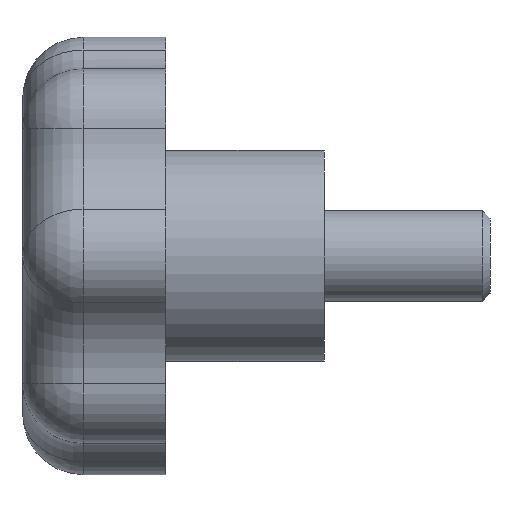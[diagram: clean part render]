
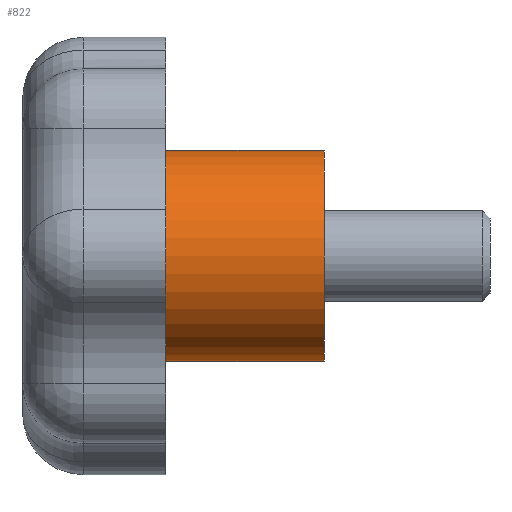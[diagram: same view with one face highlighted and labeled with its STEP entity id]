
A CAD part, left-side view. The second image highlights one B-rep face of the part: STEP entity #822.
In plain terms, the highlighted cylindrical face has radius 7 mm (diameter 14 mm), a partial arc.
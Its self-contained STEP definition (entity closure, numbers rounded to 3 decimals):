
#109 = CYLINDRICAL_SURFACE ( 'NONE', #197, 7. ) ;
#197 = AXIS2_PLACEMENT_3D ( 'NONE', #756, #2167, #1833 ) ;
#252 = ORIENTED_EDGE ( 'NONE', *, *, #1204, .F. ) ;
#381 = VECTOR ( 'NONE', #1500, 1000. ) ;
#489 = DIRECTION ( 'NONE',  ( 0., 0., -1. ) ) ;
#571 = CARTESIAN_POINT ( 'NONE',  ( 0., 0., 7. ) ) ;
#628 = DIRECTION ( 'NONE',  ( 0., 1., 0. ) ) ;
#644 = CARTESIAN_POINT ( 'NONE',  ( 0., 0., -7. ) ) ;
#731 = DIRECTION ( 'NONE',  ( 0., 1., 0. ) ) ;
#756 = CARTESIAN_POINT ( 'NONE',  ( 0., 20., 0. ) ) ;
#760 = ORIENTED_EDGE ( 'NONE', *, *, #867, .T. ) ;
#793 = EDGE_CURVE ( 'NONE', #1816, #1783, #1822, .T. ) ;
#808 = CARTESIAN_POINT ( 'NONE',  ( 0., 0., 0. ) ) ;
#822 = ADVANCED_FACE ( 'NONE', ( #928 ), #109, .T. ) ;
#867 = EDGE_CURVE ( 'NONE', #910, #1816, #969, .T. ) ;
#871 = VECTOR ( 'NONE', #731, 1000. ) ;
#910 = VERTEX_POINT ( 'NONE', #644 ) ;
#928 = FACE_OUTER_BOUND ( 'NONE', #2134, .T. ) ;
#969 = CIRCLE ( 'NONE', #1177, 7. ) ;
#973 = ORIENTED_EDGE ( 'NONE', *, *, #793, .T. ) ;
#1177 = AXIS2_PLACEMENT_3D ( 'NONE', #808, #1487, #2004 ) ;
#1202 = CIRCLE ( 'NONE', #1710, 7. ) ;
#1204 = EDGE_CURVE ( 'NONE', #2171, #1783, #1202, .T. ) ;
#1426 = CARTESIAN_POINT ( 'NONE',  ( 0., 13.5, -7. ) ) ;
#1475 = CARTESIAN_POINT ( 'NONE',  ( 0., 20., 7. ) ) ;
#1487 = DIRECTION ( 'NONE',  ( 0., 1., 0. ) ) ;
#1500 = DIRECTION ( 'NONE',  ( 0., 1., 0. ) ) ;
#1602 = CARTESIAN_POINT ( 'NONE',  ( 0., 20., -7. ) ) ;
#1710 = AXIS2_PLACEMENT_3D ( 'NONE', #1828, #628, #489 ) ;
#1783 = VERTEX_POINT ( 'NONE', #1940 ) ;
#1816 = VERTEX_POINT ( 'NONE', #571 ) ;
#1822 = LINE ( 'NONE', #1475, #381 ) ;
#1828 = CARTESIAN_POINT ( 'NONE',  ( 0., 13.5, 0. ) ) ;
#1833 = DIRECTION ( 'NONE',  ( 0., 0., 1. ) ) ;
#1903 = LINE ( 'NONE', #1602, #871 ) ;
#1940 = CARTESIAN_POINT ( 'NONE',  ( 0., 13.5, 7. ) ) ;
#2004 = DIRECTION ( 'NONE',  ( 0., 0., 1. ) ) ;
#2110 = ORIENTED_EDGE ( 'NONE', *, *, #2168, .F. ) ;
#2134 = EDGE_LOOP ( 'NONE', ( #2110, #760, #973, #252 ) ) ;
#2167 = DIRECTION ( 'NONE',  ( 0., 1., 0. ) ) ;
#2168 = EDGE_CURVE ( 'NONE', #910, #2171, #1903, .T. ) ;
#2171 = VERTEX_POINT ( 'NONE', #1426 ) ;
